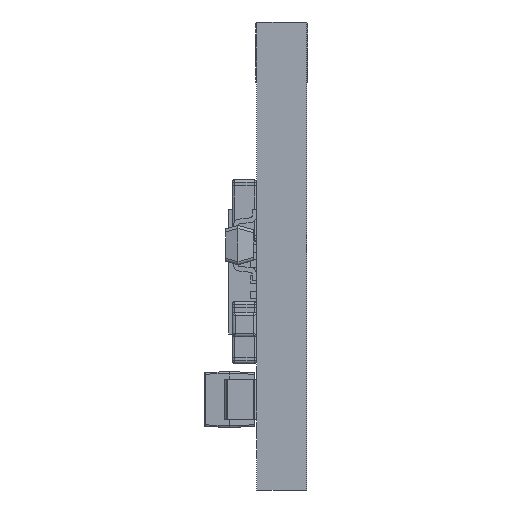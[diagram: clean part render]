
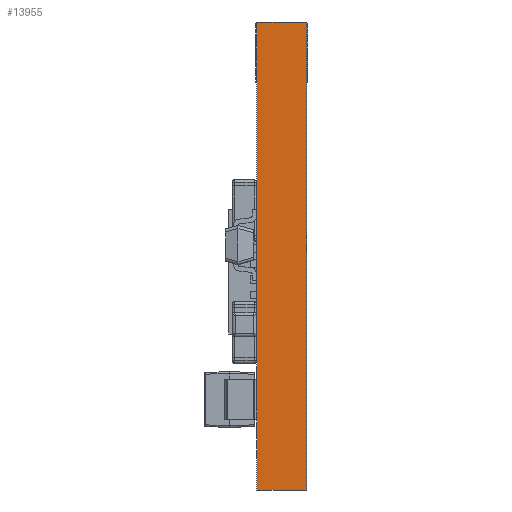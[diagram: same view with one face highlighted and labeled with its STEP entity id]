
A CAD part, left-side view. The second image highlights one B-rep face of the part: STEP entity #13955.
In plain terms, the highlighted planar face has unit normal (-1, 0, 0).
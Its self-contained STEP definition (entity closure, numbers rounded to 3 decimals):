
#1623 = DIRECTION ( 'NONE',  ( 0., -1., 0. ) ) ;
#2056 = VERTEX_POINT ( 'NONE', #4671 ) ;
#2489 = EDGE_CURVE ( 'NONE', #8539, #2056, #21230, .T. ) ;
#4671 = CARTESIAN_POINT ( 'NONE',  ( -10., 0., 7.5 ) ) ;
#5019 = DIRECTION ( 'NONE',  ( 0., 0., 1. ) ) ;
#8539 = VERTEX_POINT ( 'NONE', #30923 ) ;
#9104 = DIRECTION ( 'NONE',  ( 0., -1., 0. ) ) ;
#10994 = VERTEX_POINT ( 'NONE', #38395 ) ;
#13255 = DIRECTION ( 'NONE',  ( 0., 0., 1. ) ) ;
#13915 = ORIENTED_EDGE ( 'NONE', *, *, #26948, .T. ) ;
#13955 = ADVANCED_FACE ( 'NONE', ( #24327 ), #27182, .F. ) ;
#14943 = EDGE_LOOP ( 'NONE', ( #13915, #41689, #24301, #32788 ) ) ;
#16467 = VECTOR ( 'NONE', #13255, 1000. ) ;
#18526 = VECTOR ( 'NONE', #9104, 1000. ) ;
#19956 = LINE ( 'NONE', #25495, #38096 ) ;
#20488 = CARTESIAN_POINT ( 'NONE',  ( -10., 1.6, -7.5 ) ) ;
#21230 = LINE ( 'NONE', #38991, #30301 ) ;
#23463 = CARTESIAN_POINT ( 'NONE',  ( -10., 1.6, -7.5 ) ) ;
#23911 = DIRECTION ( 'NONE',  ( 0., 0., -1. ) ) ;
#24301 = ORIENTED_EDGE ( 'NONE', *, *, #35585, .F. ) ;
#24327 = FACE_OUTER_BOUND ( 'NONE', #14943, .T. ) ;
#25495 = CARTESIAN_POINT ( 'NONE',  ( -10., 0., -7.5 ) ) ;
#26529 = LINE ( 'NONE', #32996, #18526 ) ;
#26948 = EDGE_CURVE ( 'NONE', #10994, #2056, #19956, .T. ) ;
#27182 = PLANE ( 'NONE',  #40414 ) ;
#30301 = VECTOR ( 'NONE', #1623, 1000. ) ;
#30794 = EDGE_CURVE ( 'NONE', #39857, #10994, #26529, .T. ) ;
#30923 = CARTESIAN_POINT ( 'NONE',  ( -10., 1.6, 7.5 ) ) ;
#32788 = ORIENTED_EDGE ( 'NONE', *, *, #30794, .T. ) ;
#32996 = CARTESIAN_POINT ( 'NONE',  ( -10., 1.6, -7.5 ) ) ;
#35585 = EDGE_CURVE ( 'NONE', #39857, #8539, #35745, .T. ) ;
#35745 = LINE ( 'NONE', #23463, #16467 ) ;
#38096 = VECTOR ( 'NONE', #5019, 1000. ) ;
#38395 = CARTESIAN_POINT ( 'NONE',  ( -10., 0., -7.5 ) ) ;
#38991 = CARTESIAN_POINT ( 'NONE',  ( -10., 1.6, 7.5 ) ) ;
#39185 = CARTESIAN_POINT ( 'NONE',  ( -10., 1.6, -7.5 ) ) ;
#39857 = VERTEX_POINT ( 'NONE', #39185 ) ;
#40414 = AXIS2_PLACEMENT_3D ( 'NONE', #20488, #44325, #23911 ) ;
#41689 = ORIENTED_EDGE ( 'NONE', *, *, #2489, .F. ) ;
#44325 = DIRECTION ( 'NONE',  ( 1., 0., 0. ) ) ;
